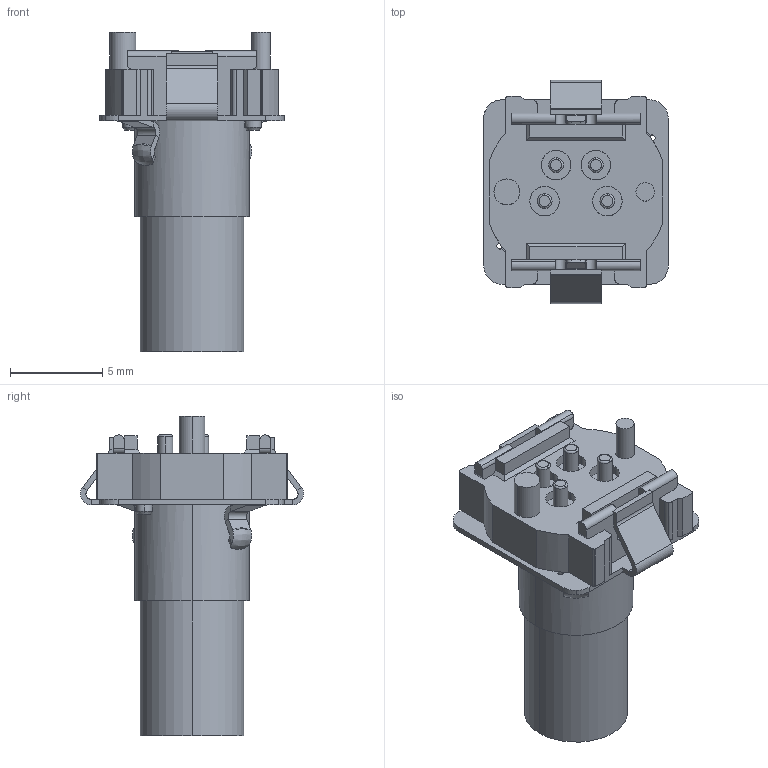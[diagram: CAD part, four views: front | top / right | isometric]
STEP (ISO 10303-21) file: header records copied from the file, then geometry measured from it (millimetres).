
FILE_DESCRIPTION(('CATIA V5R24 STEP','CAx-IF Rec.Pracs.--- Model Styling and Organization---1.2---2011-12-15'),'2;1');
FILE_NAME ('D1461770_0_2421900000_2421900000.stp','2017-04-21T06:26:39+00:00',('none'),('Weidmueller'),'CATIA Version 5-6 Release 2014 SP4 HF52','CATIA V5 STEP AP214','none');
FILE_SCHEMA(('AUTOMOTIVE_DESIGN { 1 0 10303 214 1 1 1 1 }'));
Length unit declared in the file: millimetre
Products named in the file (1): v5-standard_part
Bounding box: 10 x 12.1 x 17.3 mm (x, y, z)
Volume: 581 mm3; surface area: 765.6 mm2
Topology: 1 solids, 3 shells, 452 faces, 1241 edges, 796 vertices
Faces by surface type: plane 233, cylinder 146, bspline 53, cone 12, torus 8
Entity records: 16426 total; most frequent: CARTESIAN_POINT 5287, ORIENTED_EDGE 2474, DIRECTION 1722, EDGE_CURVE 1237, VERTEX_POINT 796, VECTOR 687, LINE 687, AXIS2_PLACEMENT_3D 634
